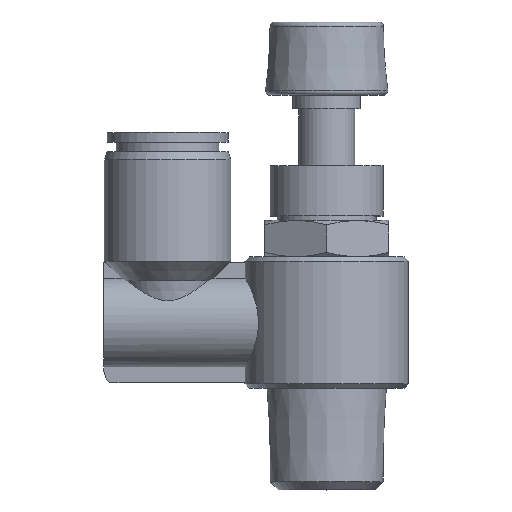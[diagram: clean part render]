
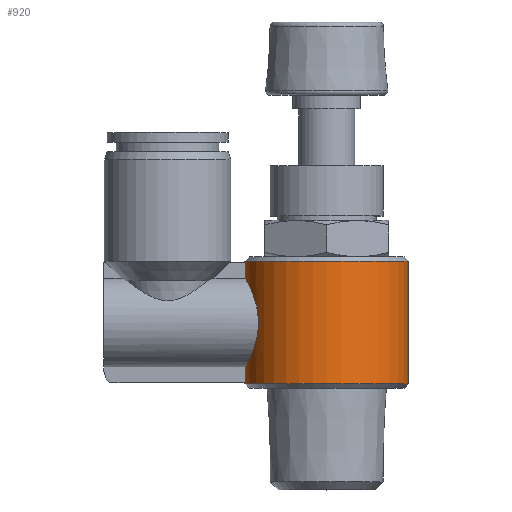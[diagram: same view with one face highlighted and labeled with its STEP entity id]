
A CAD part, top view. The second image highlights one B-rep face of the part: STEP entity #920.
In plain terms, the highlighted cylindrical face has radius 9.25 mm (diameter 18.5 mm), a full revolution.
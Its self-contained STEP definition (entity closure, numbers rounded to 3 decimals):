
#46=CIRCLE('',#1003,9.25);
#48=CIRCLE('',#1007,9.25);
#49=CIRCLE('',#1008,9.25);
#50=CIRCLE('',#1009,9.25);
#96=CYLINDRICAL_SURFACE('',#1006,9.25);
#113=B_SPLINE_CURVE_WITH_KNOTS('',3,(#1440,#1441,#1442,#1443,#1444,#1445,
#1446,#1447,#1448),.UNSPECIFIED.,.F.,.F.,(4,1,1,1,1,1,4),(0.,
0.004,0.005,0.007,0.009,
0.011,0.014),.UNSPECIFIED.);
#117=B_SPLINE_CURVE_WITH_KNOTS('',3,(#1477,#1478,#1479,#1480,#1481,#1482,
#1483,#1484,#1485),.UNSPECIFIED.,.F.,.F.,(4,1,1,1,1,1,4),(0.,
0.004,0.005,0.007,0.009,
0.011,0.014),.UNSPECIFIED.);
#186=ORIENTED_EDGE('',*,*,#430,.F.);
#187=ORIENTED_EDGE('',*,*,#431,.T.);
#188=ORIENTED_EDGE('',*,*,#405,.F.);
#189=ORIENTED_EDGE('',*,*,#411,.F.);
#190=ORIENTED_EDGE('',*,*,#432,.F.);
#191=ORIENTED_EDGE('',*,*,#433,.F.);
#192=ORIENTED_EDGE('',*,*,#434,.F.);
#193=ORIENTED_EDGE('',*,*,#417,.F.);
#194=ORIENTED_EDGE('',*,*,#422,.F.);
#195=ORIENTED_EDGE('',*,*,#427,.F.);
#405=EDGE_CURVE('',#531,#528,#618,.F.);
#411=EDGE_CURVE('',#535,#531,#113,.T.);
#417=EDGE_CURVE('',#541,#542,#117,.T.);
#422=EDGE_CURVE('',#545,#541,#624,.T.);
#427=EDGE_CURVE('',#528,#545,#46,.T.);
#430=EDGE_CURVE('',#548,#548,#48,.T.);
#431=EDGE_CURVE('',#549,#549,#49,.T.);
#432=EDGE_CURVE('',#550,#535,#628,.F.);
#433=EDGE_CURVE('',#551,#550,#50,.T.);
#434=EDGE_CURVE('',#542,#551,#629,.T.);
#528=VERTEX_POINT('',#1404);
#531=VERTEX_POINT('',#1412);
#535=VERTEX_POINT('',#1439);
#541=VERTEX_POINT('',#1476);
#542=VERTEX_POINT('',#1486);
#545=VERTEX_POINT('',#1497);
#548=VERTEX_POINT('',#1516);
#549=VERTEX_POINT('',#1518);
#550=VERTEX_POINT('',#1520);
#551=VERTEX_POINT('',#1522);
#618=LINE('',#1413,#655);
#624=LINE('',#1498,#661);
#628=LINE('',#1519,#665);
#629=LINE('',#1523,#666);
#655=VECTOR('',#1123,1000.);
#661=VECTOR('',#1139,1000.);
#665=VECTOR('',#1161,1000.);
#666=VECTOR('',#1164,1000.);
#695=EDGE_LOOP('',(#186));
#696=EDGE_LOOP('',(#187));
#697=EDGE_LOOP('',(#188,#189,#190,#191,#192,#193,#194,#195));
#792=FACE_BOUND('',#695,.T.);
#793=FACE_BOUND('',#696,.T.);
#794=FACE_BOUND('',#697,.T.);
#920=ADVANCED_FACE('',(#792,#793,#794),#96,.T.);
#1003=AXIS2_PLACEMENT_3D('',#1510,#1148,#1149);
#1006=AXIS2_PLACEMENT_3D('',#1514,#1155,#1156);
#1007=AXIS2_PLACEMENT_3D('',#1515,#1157,#1158);
#1008=AXIS2_PLACEMENT_3D('',#1517,#1159,#1160);
#1009=AXIS2_PLACEMENT_3D('',#1521,#1162,#1163);
#1123=DIRECTION('',(0.,-1.,0.));
#1139=DIRECTION('',(0.,-1.,0.));
#1148=DIRECTION('',(0.,-1.,0.));
#1149=DIRECTION('',(0.,0.,-1.));
#1155=DIRECTION('',(0.,-1.,0.));
#1156=DIRECTION('',(0.,0.,-1.));
#1157=DIRECTION('',(0.,-1.,0.));
#1158=DIRECTION('',(0.,0.,-1.));
#1159=DIRECTION('',(0.,-1.,0.));
#1160=DIRECTION('',(0.,0.,-1.));
#1161=DIRECTION('',(0.,-1.,0.));
#1162=DIRECTION('',(0.,1.,0.));
#1163=DIRECTION('',(0.,0.,1.));
#1164=DIRECTION('',(0.,-1.,0.));
#1404=CARTESIAN_POINT('',(-9.201,6.828,0.953));
#1412=CARTESIAN_POINT('',(-9.201,4.997,0.953));
#1413=CARTESIAN_POINT('',(-9.201,-18.928,0.953));
#1439=CARTESIAN_POINT('',(-9.201,-4.997,0.953));
#1440=CARTESIAN_POINT('',(-9.201,-4.997,0.953));
#1441=CARTESIAN_POINT('',(-9.078,-4.772,2.138));
#1442=CARTESIAN_POINT('',(-8.548,-3.821,3.691));
#1443=CARTESIAN_POINT('',(-7.876,-1.803,4.867));
#1444=CARTESIAN_POINT('',(-7.651,-0.003,5.197));
#1445=CARTESIAN_POINT('',(-7.873,1.793,4.871));
#1446=CARTESIAN_POINT('',(-8.547,3.821,3.694));
#1447=CARTESIAN_POINT('',(-9.078,4.771,2.138));
#1448=CARTESIAN_POINT('',(-9.201,4.997,0.953));
#1476=CARTESIAN_POINT('',(-9.201,4.997,-0.953));
#1477=CARTESIAN_POINT('',(-9.201,4.997,-0.953));
#1478=CARTESIAN_POINT('',(-9.078,4.772,-2.138));
#1479=CARTESIAN_POINT('',(-8.548,3.821,-3.691));
#1480=CARTESIAN_POINT('',(-7.876,1.803,-4.867));
#1481=CARTESIAN_POINT('',(-7.651,0.003,-5.197));
#1482=CARTESIAN_POINT('',(-7.873,-1.793,-4.871));
#1483=CARTESIAN_POINT('',(-8.547,-3.821,-3.694));
#1484=CARTESIAN_POINT('',(-9.078,-4.771,-2.138));
#1485=CARTESIAN_POINT('',(-9.201,-4.997,-0.953));
#1486=CARTESIAN_POINT('',(-9.201,-4.997,-0.953));
#1497=CARTESIAN_POINT('',(-9.201,6.828,-0.953));
#1498=CARTESIAN_POINT('',(-9.201,-18.928,-0.953));
#1510=CARTESIAN_POINT('',(0.,6.828,0.));
#1514=CARTESIAN_POINT('',(0.,-18.928,0.));
#1515=CARTESIAN_POINT('',(0.,-6.928,0.));
#1516=CARTESIAN_POINT('',(0.,-6.928,-9.25));
#1517=CARTESIAN_POINT('',(0.,6.928,0.));
#1518=CARTESIAN_POINT('',(0.,6.928,-9.25));
#1519=CARTESIAN_POINT('',(-9.201,-18.928,0.953));
#1520=CARTESIAN_POINT('',(-9.201,-6.828,0.953));
#1521=CARTESIAN_POINT('',(0.,-6.828,0.));
#1522=CARTESIAN_POINT('',(-9.201,-6.828,-0.953));
#1523=CARTESIAN_POINT('',(-9.201,-18.928,-0.953));
